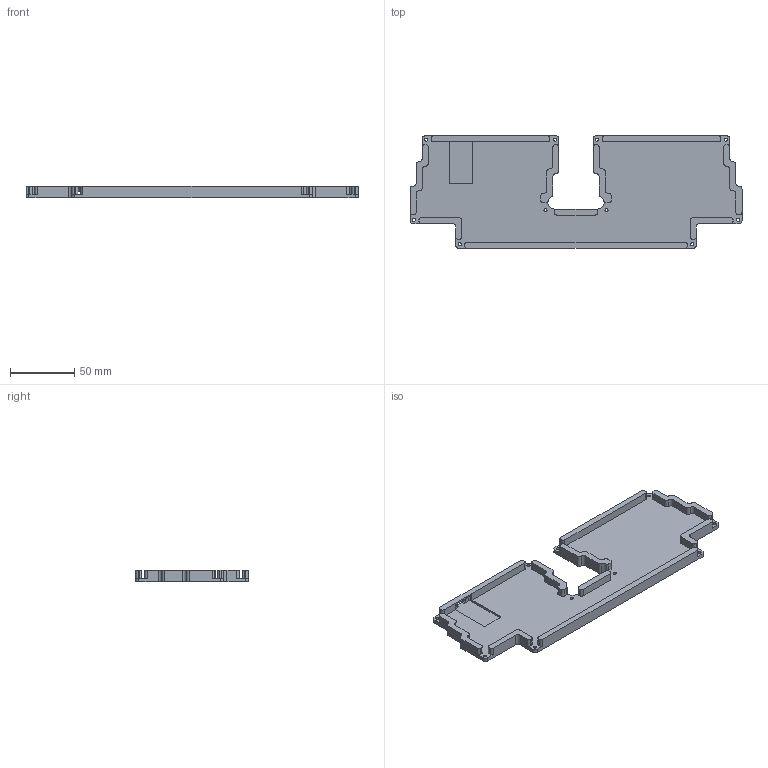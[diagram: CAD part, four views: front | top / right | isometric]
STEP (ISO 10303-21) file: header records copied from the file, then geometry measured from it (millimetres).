
FILE_DESCRIPTION(('HOOPS Exchange Step'),'2;1');
FILE_NAME('temp_export','2024-01-01T23:25:02+19:00',('jscotto'),('Shapr3D Limited'),'HOOPS Exchange 2023.2','Shapr3D','Authorized');
FILE_SCHEMA( ('AUTOMOTIVE_DESIGN { 1 0 10303 214 1 1 1 1 }') );
Length unit declared in the file: millimetre
Products named in the file (1): Gasket Bottom (RP2040 Pro Micro)
Bounding box: 259.15 x 87.7 x 9.25 mm (x, y, z)
Volume: 76382.2 mm3; surface area: 49864.4 mm2
Topology: 1 solids, 1 shells, 190 faces, 565 edges, 376 vertices
Faces by surface type: cylinder 102, plane 78, cone 10
Full cylindrical faces by diameter (mm): 2.45 x10
Entity records: 6527 total; most frequent: DIRECTION 1173, CARTESIAN_POINT 1132, ORIENTED_EDGE 1130, EDGE_CURVE 565, AXIS2_PLACEMENT_3D 417, VERTEX_POINT 376, VECTOR 339, LINE 339
